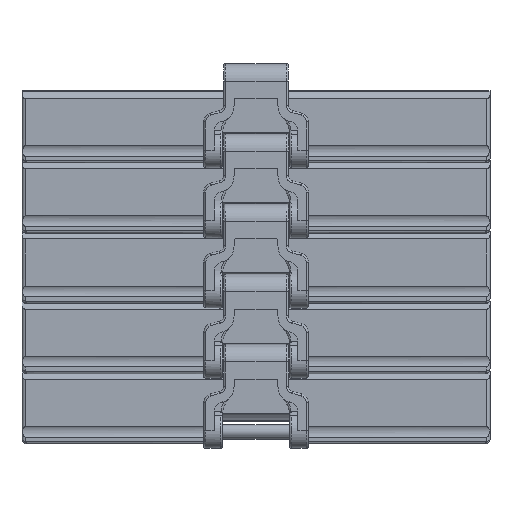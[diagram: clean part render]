
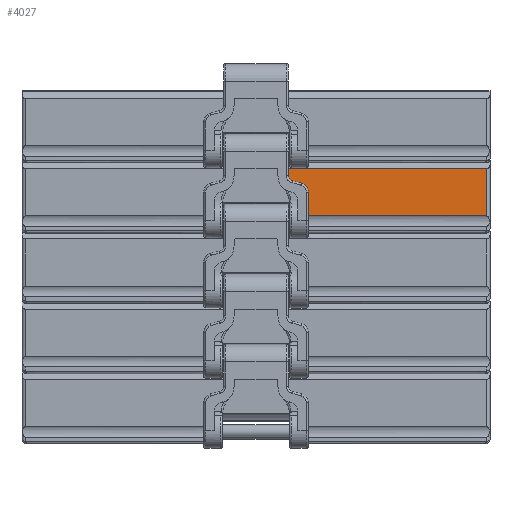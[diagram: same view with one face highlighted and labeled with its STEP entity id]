
A CAD part, front view. The second image highlights one B-rep face of the part: STEP entity #4027.
In plain terms, the highlighted planar face has unit normal (0, -1, 0).
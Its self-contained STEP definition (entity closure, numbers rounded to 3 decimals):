
#121 = CARTESIAN_POINT ( 'NONE',  ( 125., 4.7, -16.368 ) ) ;
#127 = EDGE_CURVE ( 'NONE', #452, #550, #139, .T. ) ;
#139 = LINE ( 'NONE', #2515, #952 ) ;
#174 = VECTOR ( 'NONE', #4242, 1000. ) ;
#176 = VECTOR ( 'NONE', #295, 1000. ) ;
#275 = LINE ( 'NONE', #3657, #176 ) ;
#295 = DIRECTION ( 'NONE',  ( 0.966, 0., -0.259 ) ) ;
#315 = CARTESIAN_POINT ( 'NONE',  ( 20.5, 4.7, 5.575 ) ) ;
#352 = VECTOR ( 'NONE', #3480, 1000. ) ;
#452 = VERTEX_POINT ( 'NONE', #4346 ) ;
#454 = EDGE_CURVE ( 'NONE', #4366, #2353, #675, .T. ) ;
#475 = ORIENTED_EDGE ( 'NONE', *, *, #1918, .T. ) ;
#499 = CARTESIAN_POINT ( 'NONE',  ( 23.3, 4.7, -3.457 ) ) ;
#550 = VERTEX_POINT ( 'NONE', #1056 ) ;
#671 = ORIENTED_EDGE ( 'NONE', *, *, #1146, .T. ) ;
#675 = CIRCLE ( 'NONE', #2859, 3. ) ;
#790 = DIRECTION ( 'NONE',  ( 0., 0., 1. ) ) ;
#890 = DIRECTION ( 'NONE',  ( 0., 0., 1. ) ) ;
#896 = DIRECTION ( 'NONE',  ( 0., 0., 1. ) ) ;
#951 = ORIENTED_EDGE ( 'NONE', *, *, #127, .T. ) ;
#952 = VECTOR ( 'NONE', #1480, 1000. ) ;
#1056 = CARTESIAN_POINT ( 'NONE',  ( 17.5, 4.7, 9.266 ) ) ;
#1146 = EDGE_CURVE ( 'NONE', #3082, #452, #2863, .T. ) ;
#1148 = CARTESIAN_POINT ( 'NONE',  ( 17.5, 4.7, 28.225 ) ) ;
#1158 = DIRECTION ( 'NONE',  ( 0., 0., -1. ) ) ;
#1226 = PLANE ( 'NONE',  #2143 ) ;
#1278 = DIRECTION ( 'NONE',  ( -1., 0., 0. ) ) ;
#1281 = CIRCLE ( 'NONE', #2332, 5. ) ;
#1390 = VECTOR ( 'NONE', #790, 1000. ) ;
#1424 = CARTESIAN_POINT ( 'NONE',  ( 28.3, 4.7, -3.457 ) ) ;
#1480 = DIRECTION ( 'NONE',  ( -1., 0., 0. ) ) ;
#1599 = DIRECTION ( 'NONE',  ( 0., -1., 0. ) ) ;
#1887 = CARTESIAN_POINT ( 'NONE',  ( 142.556, 4.7, -16.368 ) ) ;
#1918 = EDGE_CURVE ( 'NONE', #2458, #3876, #2761, .T. ) ;
#2090 = CARTESIAN_POINT ( 'NONE',  ( 28.3, 4.7, -3.457 ) ) ;
#2109 = ORIENTED_EDGE ( 'NONE', *, *, #3707, .T. ) ;
#2143 = AXIS2_PLACEMENT_3D ( 'NONE', #2556, #3914, #896 ) ;
#2287 = ORIENTED_EDGE ( 'NONE', *, *, #454, .T. ) ;
#2332 = AXIS2_PLACEMENT_3D ( 'NONE', #499, #3483, #1158 ) ;
#2346 = EDGE_CURVE ( 'NONE', #3082, #3876, #3268, .T. ) ;
#2353 = VERTEX_POINT ( 'NONE', #2613 ) ;
#2389 = ORIENTED_EDGE ( 'NONE', *, *, #2346, .F. ) ;
#2458 = VERTEX_POINT ( 'NONE', #2090 ) ;
#2497 = LINE ( 'NONE', #1148, #174 ) ;
#2515 = CARTESIAN_POINT ( 'NONE',  ( 137.177, 4.7, 9.266 ) ) ;
#2556 = CARTESIAN_POINT ( 'NONE',  ( 0., 4.7, 2.38 ) ) ;
#2613 = CARTESIAN_POINT ( 'NONE',  ( 19.724, 4.7, 2.677 ) ) ;
#2761 = LINE ( 'NONE', #1424, #352 ) ;
#2793 = CARTESIAN_POINT ( 'NONE',  ( 28.3, 4.7, -16.368 ) ) ;
#2859 = AXIS2_PLACEMENT_3D ( 'NONE', #315, #1599, #890 ) ;
#2863 = LINE ( 'NONE', #4175, #1390 ) ;
#3082 = VERTEX_POINT ( 'NONE', #121 ) ;
#3123 = VERTEX_POINT ( 'NONE', #3142 ) ;
#3142 = CARTESIAN_POINT ( 'NONE',  ( 24.594, 4.7, 1.372 ) ) ;
#3186 = EDGE_CURVE ( 'NONE', #550, #4366, #2497, .T. ) ;
#3268 = LINE ( 'NONE', #1887, #3399 ) ;
#3399 = VECTOR ( 'NONE', #1278, 1000. ) ;
#3475 = ORIENTED_EDGE ( 'NONE', *, *, #4229, .T. ) ;
#3480 = DIRECTION ( 'NONE',  ( 0., 0., -1. ) ) ;
#3483 = DIRECTION ( 'NONE',  ( 0., 1., 0. ) ) ;
#3587 = CARTESIAN_POINT ( 'NONE',  ( 17.5, 4.7, 5.575 ) ) ;
#3605 = EDGE_LOOP ( 'NONE', ( #2389, #671, #951, #3970, #2287, #2109, #3475, #475 ) ) ;
#3657 = CARTESIAN_POINT ( 'NONE',  ( 19.724, 4.7, 2.677 ) ) ;
#3707 = EDGE_CURVE ( 'NONE', #2353, #3123, #275, .T. ) ;
#3876 = VERTEX_POINT ( 'NONE', #2793 ) ;
#3914 = DIRECTION ( 'NONE',  ( 0., 1., 0. ) ) ;
#3970 = ORIENTED_EDGE ( 'NONE', *, *, #3186, .T. ) ;
#4027 = ADVANCED_FACE ( 'NONE', ( #4258 ), #1226, .F. ) ;
#4175 = CARTESIAN_POINT ( 'NONE',  ( 125., 4.7, 9.266 ) ) ;
#4229 = EDGE_CURVE ( 'NONE', #3123, #2458, #1281, .T. ) ;
#4242 = DIRECTION ( 'NONE',  ( 0., 0., -1. ) ) ;
#4258 = FACE_OUTER_BOUND ( 'NONE', #3605, .T. ) ;
#4346 = CARTESIAN_POINT ( 'NONE',  ( 125., 4.7, 9.266 ) ) ;
#4366 = VERTEX_POINT ( 'NONE', #3587 ) ;
